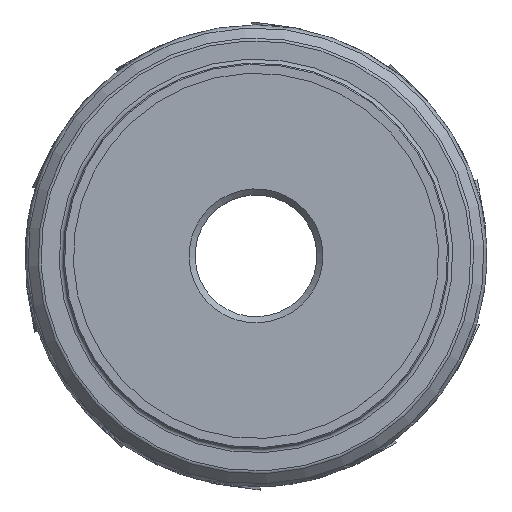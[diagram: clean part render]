
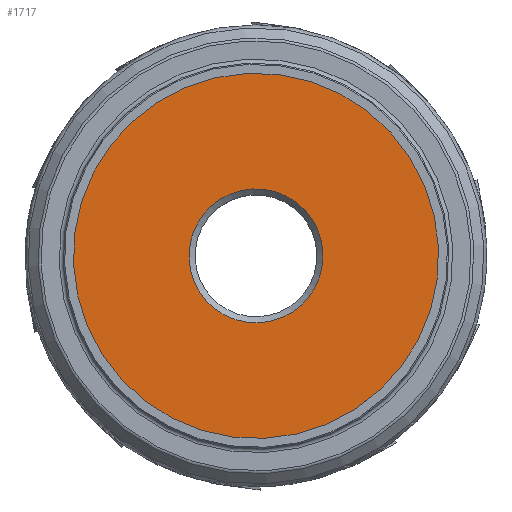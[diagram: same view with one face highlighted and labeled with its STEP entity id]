
A CAD part, top view. The second image highlights one B-rep face of the part: STEP entity #1717.
In plain terms, the highlighted planar face has unit normal (0, 0, 1).
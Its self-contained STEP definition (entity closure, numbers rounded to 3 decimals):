
#1132=PLANE('',#5888);
#1717=ADVANCED_FACE('',(#1998,#1999),#1132,.T.);
#1998=FACE_BOUND('',#2095,.T.);
#1999=FACE_BOUND('',#2096,.T.);
#2095=EDGE_LOOP('',(#2889));
#2096=EDGE_LOOP('',(#2890));
#2889=ORIENTED_EDGE('',*,*,#4955,.F.);
#2890=ORIENTED_EDGE('',*,*,#4954,.T.);
#4351=VERTEX_POINT('',#8904);
#4352=VERTEX_POINT('',#8907);
#4954=EDGE_CURVE('',#4351,#4351,#5526,.T.);
#4955=EDGE_CURVE('',#4352,#4352,#5527,.T.);
#5526=CIRCLE('',#5884,90.);
#5527=CIRCLE('',#5886,33.008);
#5884=AXIS2_PLACEMENT_3D('',#8903,#6514,#6515);
#5886=AXIS2_PLACEMENT_3D('',#8906,#6518,#6519);
#5888=AXIS2_PLACEMENT_3D('',#8909,#6522,#6523);
#6514=DIRECTION('',(0.,0.,1.));
#6515=DIRECTION('',(0.976,0.22,0.));
#6518=DIRECTION('',(0.,0.,1.));
#6519=DIRECTION('',(0.976,0.22,0.));
#6522=DIRECTION('',(0.,0.,1.));
#6523=DIRECTION('',(0.976,0.22,0.));
#8903=CARTESIAN_POINT('',(0.,0.,0.));
#8904=CARTESIAN_POINT('',(87.798,19.786,0.));
#8906=CARTESIAN_POINT('',(0.,0.,0.));
#8907=CARTESIAN_POINT('',(32.2,7.257,0.));
#8909=CARTESIAN_POINT('',(-95.,0.,0.));
